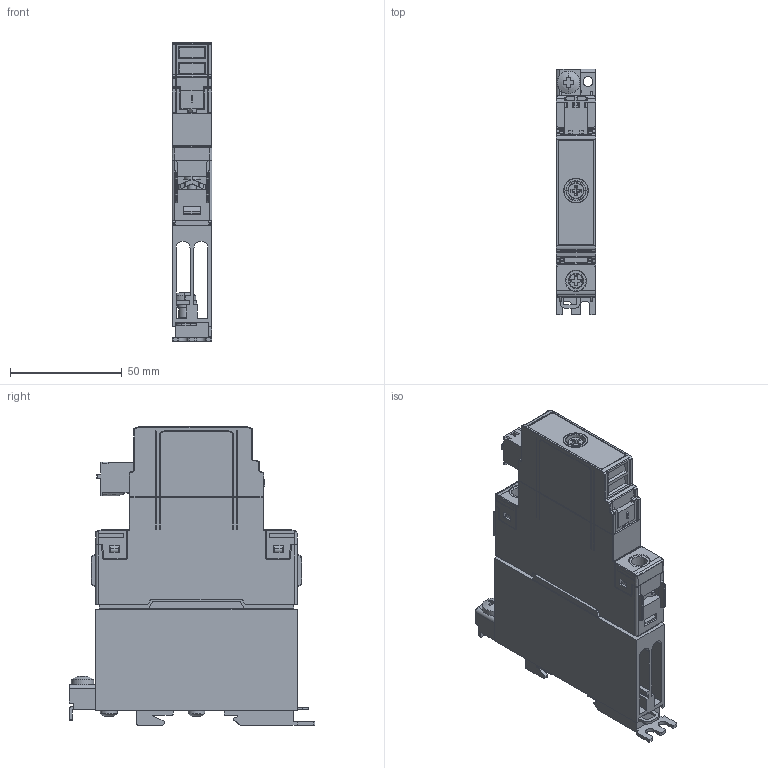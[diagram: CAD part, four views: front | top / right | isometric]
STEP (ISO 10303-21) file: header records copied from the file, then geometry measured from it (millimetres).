
FILE_DESCRIPTION((''),'2;1');
FILE_NAME('CGI1508-00.stp','2019-09-11T13:29:41',(''),(''),'Mechanical Desktop 2011','Mechanical Desktop 2011',', , ');
FILE_SCHEMA(('AUTOMOTIVE_DESIGN { 1 2 10303 214 1 1 1 1 }'));
Length unit declared in the file: millimetre
Products named in the file (2): Product; CGI1508-00-3D
Bounding box: 17.8 x 110 x 133.5 mm (x, y, z)
Volume: 140631.9 mm3; surface area: 50088.1 mm2
Topology: 1 solids, 2 shells, 1322 faces, 3727 edges, 2417 vertices
Faces by surface type: bspline 691, plane 322, cylinder 240, sphere 30, cone 22, torus 17
Entity records: 53287 total; most frequent: CARTESIAN_POINT 20692, ORIENTED_EDGE 7394, DIRECTION 6023, EDGE_CURVE 3697, VERTEX_POINT 2417, VECTOR 2329, LINE 2329, AXIS2_PLACEMENT_3D 1847
